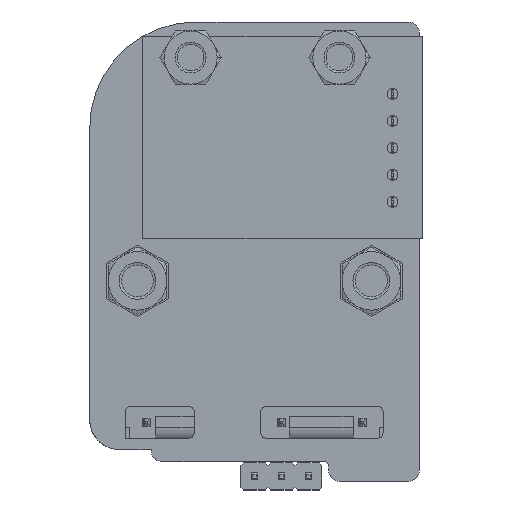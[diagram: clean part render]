
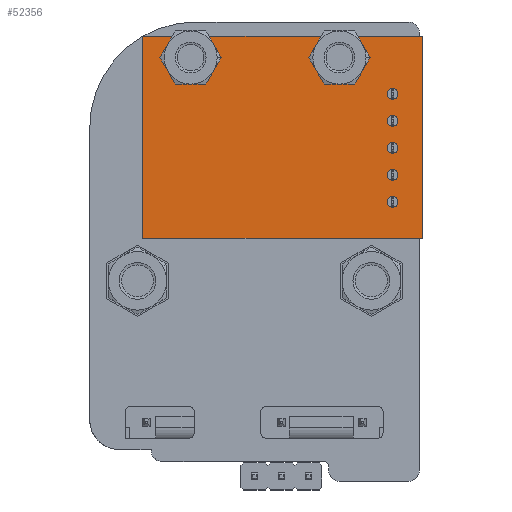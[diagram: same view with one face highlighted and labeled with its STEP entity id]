
A CAD part, top view. The second image highlights one B-rep face of the part: STEP entity #52356.
In plain terms, the highlighted face is planar.
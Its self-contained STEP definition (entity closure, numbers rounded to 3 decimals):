
#52090 = VERTEX_POINT('',#52091);
#52091 = CARTESIAN_POINT('',(-10.5,8.5,0.));
#52099 = VERTEX_POINT('',#52100);
#52100 = CARTESIAN_POINT('',(15.8,8.5,0.));
#52106 = EDGE_CURVE('',#52090,#52099,#52107,.T.);
#52107 = LINE('',#52108,#52109);
#52108 = CARTESIAN_POINT('',(-10.5,8.5,0.));
#52109 = VECTOR('',#52110,1.);
#52110 = DIRECTION('',(1.,0.,0.));
#52123 = VERTEX_POINT('',#52124);
#52124 = CARTESIAN_POINT('',(15.8,-10.5,0.));
#52130 = EDGE_CURVE('',#52099,#52123,#52131,.T.);
#52131 = LINE('',#52132,#52133);
#52132 = CARTESIAN_POINT('',(15.8,8.5,0.));
#52133 = VECTOR('',#52134,1.);
#52134 = DIRECTION('',(0.,-1.,0.));
#52147 = VERTEX_POINT('',#52148);
#52148 = CARTESIAN_POINT('',(-10.5,-10.5,0.));
#52154 = EDGE_CURVE('',#52123,#52147,#52155,.T.);
#52155 = LINE('',#52156,#52157);
#52156 = CARTESIAN_POINT('',(15.8,-10.5,0.));
#52157 = VECTOR('',#52158,1.);
#52158 = DIRECTION('',(-1.,0.,0.));
#52171 = EDGE_CURVE('',#52147,#52090,#52172,.T.);
#52172 = LINE('',#52173,#52174);
#52173 = CARTESIAN_POINT('',(-10.5,-10.5,0.));
#52174 = VECTOR('',#52175,1.);
#52175 = DIRECTION('',(0.,1.,0.));
#52185 = EDGE_CURVE('',#52186,#52186,#52188,.T.);
#52186 = VERTEX_POINT('',#52187);
#52187 = CARTESIAN_POINT('',(13.5,0.,0.));
#52188 = CIRCLE('',#52189,0.5);
#52189 = AXIS2_PLACEMENT_3D('',#52190,#52191,#52192);
#52190 = CARTESIAN_POINT('',(13.,0.,0.));
#52191 = DIRECTION('',(0.,0.,1.));
#52192 = DIRECTION('',(1.,0.,-0.));
#52210 = EDGE_CURVE('',#52211,#52211,#52213,.T.);
#52211 = VERTEX_POINT('',#52212);
#52212 = CARTESIAN_POINT('',(13.5,-2.54,0.));
#52213 = CIRCLE('',#52214,0.5);
#52214 = AXIS2_PLACEMENT_3D('',#52215,#52216,#52217);
#52215 = CARTESIAN_POINT('',(13.,-2.54,0.));
#52216 = DIRECTION('',(0.,0.,1.));
#52217 = DIRECTION('',(1.,0.,-0.));
#52235 = EDGE_CURVE('',#52236,#52236,#52238,.T.);
#52236 = VERTEX_POINT('',#52237);
#52237 = CARTESIAN_POINT('',(13.5,-5.08,0.));
#52238 = CIRCLE('',#52239,0.5);
#52239 = AXIS2_PLACEMENT_3D('',#52240,#52241,#52242);
#52240 = CARTESIAN_POINT('',(13.,-5.08,0.));
#52241 = DIRECTION('',(0.,0.,1.));
#52242 = DIRECTION('',(1.,0.,-0.));
#52260 = EDGE_CURVE('',#52261,#52261,#52263,.T.);
#52261 = VERTEX_POINT('',#52262);
#52262 = CARTESIAN_POINT('',(9.5,-8.5,0.));
#52263 = CIRCLE('',#52264,1.5);
#52264 = AXIS2_PLACEMENT_3D('',#52265,#52266,#52267);
#52265 = CARTESIAN_POINT('',(8.,-8.5,0.));
#52266 = DIRECTION('',(0.,0.,1.));
#52267 = DIRECTION('',(1.,0.,-0.));
#52285 = EDGE_CURVE('',#52286,#52286,#52288,.T.);
#52286 = VERTEX_POINT('',#52287);
#52287 = CARTESIAN_POINT('',(13.5,5.08,0.));
#52288 = CIRCLE('',#52289,0.5);
#52289 = AXIS2_PLACEMENT_3D('',#52290,#52291,#52292);
#52290 = CARTESIAN_POINT('',(13.,5.08,0.));
#52291 = DIRECTION('',(0.,0.,1.));
#52292 = DIRECTION('',(1.,0.,-0.));
#52310 = EDGE_CURVE('',#52311,#52311,#52313,.T.);
#52311 = VERTEX_POINT('',#52312);
#52312 = CARTESIAN_POINT('',(13.5,2.54,0.));
#52313 = CIRCLE('',#52314,0.5);
#52314 = AXIS2_PLACEMENT_3D('',#52315,#52316,#52317);
#52315 = CARTESIAN_POINT('',(13.,2.54,0.));
#52316 = DIRECTION('',(0.,0.,1.));
#52317 = DIRECTION('',(1.,0.,-0.));
#52335 = EDGE_CURVE('',#52336,#52336,#52338,.T.);
#52336 = VERTEX_POINT('',#52337);
#52337 = CARTESIAN_POINT('',(-4.5,-8.5,0.));
#52338 = CIRCLE('',#52339,1.5);
#52339 = AXIS2_PLACEMENT_3D('',#52340,#52341,#52342);
#52340 = CARTESIAN_POINT('',(-6.,-8.5,0.));
#52341 = DIRECTION('',(0.,0.,1.));
#52342 = DIRECTION('',(1.,0.,-0.));
#52356 = ADVANCED_FACE('',(#52357,#52363,#52366,#52369,#52372,#52375,
    #52378,#52381),#52384,.T.);
#52357 = FACE_BOUND('',#52358,.T.);
#52358 = EDGE_LOOP('',(#52359,#52360,#52361,#52362));
#52359 = ORIENTED_EDGE('',*,*,#52106,.T.);
#52360 = ORIENTED_EDGE('',*,*,#52130,.T.);
#52361 = ORIENTED_EDGE('',*,*,#52154,.T.);
#52362 = ORIENTED_EDGE('',*,*,#52171,.T.);
#52363 = FACE_BOUND('',#52364,.T.);
#52364 = EDGE_LOOP('',(#52365));
#52365 = ORIENTED_EDGE('',*,*,#52260,.T.);
#52366 = FACE_BOUND('',#52367,.T.);
#52367 = EDGE_LOOP('',(#52368));
#52368 = ORIENTED_EDGE('',*,*,#52335,.T.);
#52369 = FACE_BOUND('',#52370,.T.);
#52370 = EDGE_LOOP('',(#52371));
#52371 = ORIENTED_EDGE('',*,*,#52235,.T.);
#52372 = FACE_BOUND('',#52373,.T.);
#52373 = EDGE_LOOP('',(#52374));
#52374 = ORIENTED_EDGE('',*,*,#52210,.T.);
#52375 = FACE_BOUND('',#52376,.T.);
#52376 = EDGE_LOOP('',(#52377));
#52377 = ORIENTED_EDGE('',*,*,#52185,.T.);
#52378 = FACE_BOUND('',#52379,.T.);
#52379 = EDGE_LOOP('',(#52380));
#52380 = ORIENTED_EDGE('',*,*,#52310,.T.);
#52381 = FACE_BOUND('',#52382,.T.);
#52382 = EDGE_LOOP('',(#52383));
#52383 = ORIENTED_EDGE('',*,*,#52285,.T.);
#52384 = PLANE('',#52385);
#52385 = AXIS2_PLACEMENT_3D('',#52386,#52387,#52388);
#52386 = CARTESIAN_POINT('',(2.65,-1.,0.));
#52387 = DIRECTION('',(-0.,-0.,-1.));
#52388 = DIRECTION('',(-1.,0.,0.));
